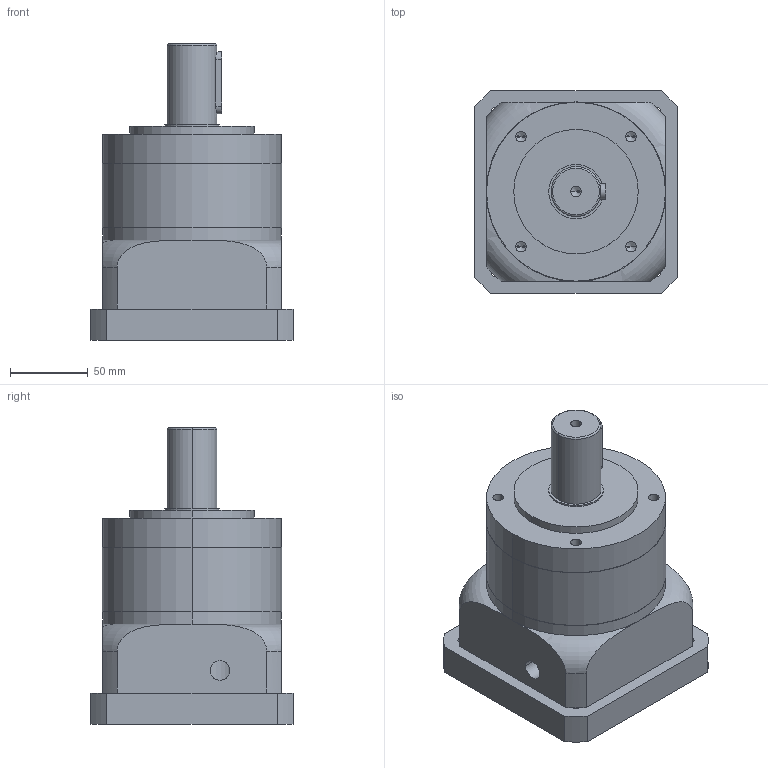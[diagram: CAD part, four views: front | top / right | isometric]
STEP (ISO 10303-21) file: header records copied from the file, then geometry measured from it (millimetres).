
FILE_DESCRIPTION (( 'STEP AP214' ), '1' );
FILE_NAME ('DL120-L1-XX-22-110-145-M8_2019.STEP', '2019-03-14T10:13:12', ( 'Y' ), ( 'NCU' ), 'SwSTEP 2.0', 'SolidWorks 2016', '' );
FILE_SCHEMA (( 'AUTOMOTIVE_DESIGN' ));
Length unit declared in the file: millimetre
Products named in the file (1): DL120-L1-XX-22-110-145-M8_2019
Bounding box: 130 x 130 x 190.5 mm (x, y, z)
Volume: 1487453.3 mm3; surface area: 142956.3 mm2
Topology: 1 solids, 11 shells, 256 faces, 569 edges, 356 vertices
Faces by surface type: cylinder 123, plane 101, cone 26, torus 6
Entity records: 9292 total; most frequent: CARTESIAN_POINT 1840, DIRECTION 1314, ORIENTED_EDGE 1102, EDGE_CURVE 551, AXIS2_PLACEMENT_3D 526, VERTEX_POINT 356, EDGE_LOOP 307, CIRCLE 269
